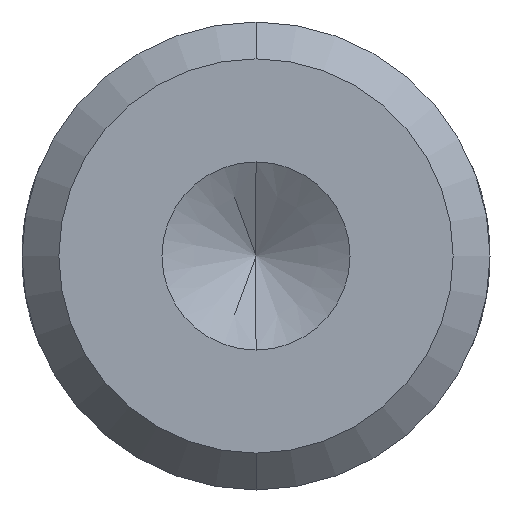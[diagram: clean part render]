
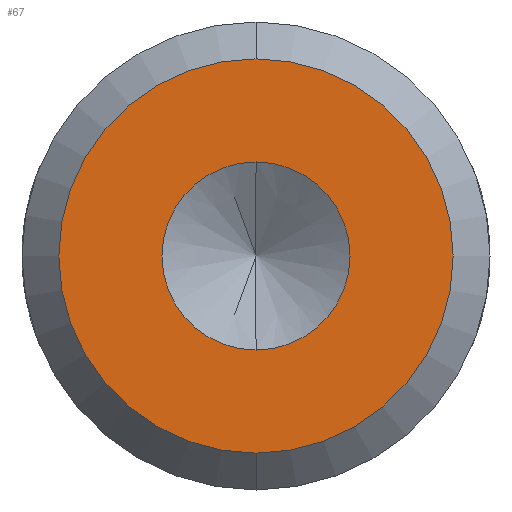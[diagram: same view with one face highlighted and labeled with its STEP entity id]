
A CAD part, front view. The second image highlights one B-rep face of the part: STEP entity #67.
In plain terms, the highlighted planar face has unit normal (0, -1, 0).
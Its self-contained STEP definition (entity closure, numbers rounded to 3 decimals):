
#12 = AXIS2_PLACEMENT_3D ( 'NONE', #404, #609, #769 ) ;
#14 = VERTEX_POINT ( 'NONE', #430 ) ;
#22 = AXIS2_PLACEMENT_3D ( 'NONE', #253, #494, #26 ) ;
#26 = DIRECTION ( 'NONE',  ( 0., 0., -1. ) ) ;
#42 = CIRCLE ( 'NONE', #12, 2.553 ) ;
#62 = ORIENTED_EDGE ( 'NONE', *, *, #786, .F. ) ;
#67 = ADVANCED_FACE ( 'NONE', ( #204, #536 ), #645, .F. ) ;
#204 = FACE_BOUND ( 'NONE', #930, .T. ) ;
#253 = CARTESIAN_POINT ( 'NONE',  ( 0., 0., 0. ) ) ;
#271 = DIRECTION ( 'NONE',  ( 0., 1., 0. ) ) ;
#304 = VERTEX_POINT ( 'NONE', #1004 ) ;
#337 = CARTESIAN_POINT ( 'NONE',  ( 0., 0., 0. ) ) ;
#362 = AXIS2_PLACEMENT_3D ( 'NONE', #719, #723, #795 ) ;
#404 = CARTESIAN_POINT ( 'NONE',  ( 0., 0., 0. ) ) ;
#415 = EDGE_CURVE ( 'NONE', #784, #853, #482, .T. ) ;
#430 = CARTESIAN_POINT ( 'NONE',  ( 0., 0., -5.35 ) ) ;
#481 = CARTESIAN_POINT ( 'NONE',  ( 0., 0., 2.553 ) ) ;
#482 = CIRCLE ( 'NONE', #917, 2.553 ) ;
#494 = DIRECTION ( 'NONE',  ( 0., -1., 0. ) ) ;
#518 = EDGE_LOOP ( 'NONE', ( #528, #621 ) ) ;
#528 = ORIENTED_EDGE ( 'NONE', *, *, #667, .T. ) ;
#536 = FACE_OUTER_BOUND ( 'NONE', #518, .T. ) ;
#570 = ORIENTED_EDGE ( 'NONE', *, *, #415, .F. ) ;
#609 = DIRECTION ( 'NONE',  ( 0., -1., 0. ) ) ;
#621 = ORIENTED_EDGE ( 'NONE', *, *, #646, .T. ) ;
#633 = DIRECTION ( 'NONE',  ( 0., -1., 0. ) ) ;
#636 = CARTESIAN_POINT ( 'NONE',  ( 0., 0., 0. ) ) ;
#645 = PLANE ( 'NONE',  #687 ) ;
#646 = EDGE_CURVE ( 'NONE', #14, #304, #1001, .T. ) ;
#667 = EDGE_CURVE ( 'NONE', #304, #14, #839, .T. ) ;
#687 = AXIS2_PLACEMENT_3D ( 'NONE', #636, #271, #803 ) ;
#719 = CARTESIAN_POINT ( 'NONE',  ( 0., 0., 0. ) ) ;
#723 = DIRECTION ( 'NONE',  ( 0., -1., 0. ) ) ;
#769 = DIRECTION ( 'NONE',  ( 0., 0., -1. ) ) ;
#778 = DIRECTION ( 'NONE',  ( 0., 0., -1. ) ) ;
#784 = VERTEX_POINT ( 'NONE', #831 ) ;
#786 = EDGE_CURVE ( 'NONE', #853, #784, #42, .T. ) ;
#795 = DIRECTION ( 'NONE',  ( 0., 0., -1. ) ) ;
#803 = DIRECTION ( 'NONE',  ( 0., 0., 1. ) ) ;
#831 = CARTESIAN_POINT ( 'NONE',  ( 0., 0., -2.553 ) ) ;
#839 = CIRCLE ( 'NONE', #362, 5.35 ) ;
#853 = VERTEX_POINT ( 'NONE', #481 ) ;
#917 = AXIS2_PLACEMENT_3D ( 'NONE', #337, #633, #778 ) ;
#930 = EDGE_LOOP ( 'NONE', ( #570, #62 ) ) ;
#1001 = CIRCLE ( 'NONE', #22, 5.35 ) ;
#1004 = CARTESIAN_POINT ( 'NONE',  ( 0., 0., 5.35 ) ) ;
